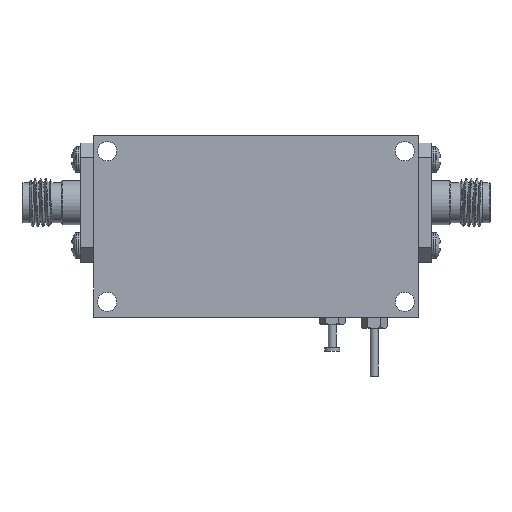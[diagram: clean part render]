
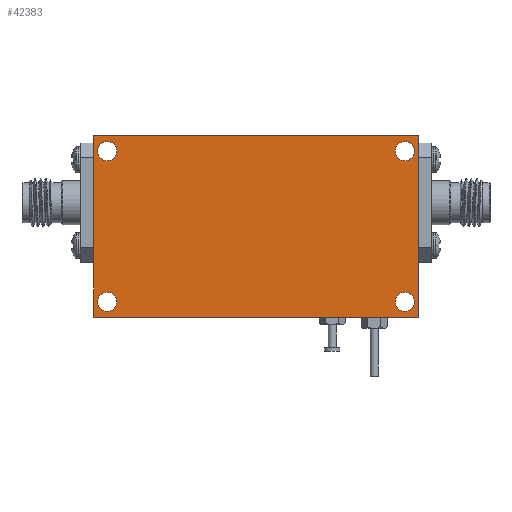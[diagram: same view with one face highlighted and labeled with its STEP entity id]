
A CAD part, front view. The second image highlights one B-rep face of the part: STEP entity #42383.
In plain terms, the highlighted planar face has unit normal (0, -1, 0).
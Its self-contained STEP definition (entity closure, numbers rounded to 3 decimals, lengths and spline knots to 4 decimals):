
#593 = DIRECTION ( 'NONE',  ( 0., 0., 1. ) ) ;
#739 = DIRECTION ( 'NONE',  ( 0., 0., -1. ) ) ;
#1029 = ORIENTED_EDGE ( 'NONE', *, *, #1389, .T. ) ;
#1389 = EDGE_CURVE ( 'NONE', #16262, #16262, #10809, .T. ) ;
#1487 = EDGE_CURVE ( 'NONE', #56174, #41283, #42961, .T. ) ;
#1732 = CARTESIAN_POINT ( 'NONE',  ( -0.85, -0.1875, -0.475 ) ) ;
#2095 = CARTESIAN_POINT ( 'NONE',  ( -0.85, -0.1875, 0.475 ) ) ;
#2441 = EDGE_LOOP ( 'NONE', ( #21662 ) ) ;
#4799 = DIRECTION ( 'NONE',  ( 0., -1., 0. ) ) ;
#5184 = EDGE_CURVE ( 'NONE', #41283, #15961, #54613, .T. ) ;
#6345 = CARTESIAN_POINT ( 'NONE',  ( 0.85, -0.1875, -0.475 ) ) ;
#6396 = LINE ( 'NONE', #1732, #17850 ) ;
#6787 = LINE ( 'NONE', #2095, #17654 ) ;
#7233 = EDGE_LOOP ( 'NONE', ( #34722 ) ) ;
#9421 = EDGE_CURVE ( 'NONE', #15961, #17700, #6396, .T. ) ;
#9451 = FACE_BOUND ( 'NONE', #33198, .T. ) ;
#9886 = VERTEX_POINT ( 'NONE', #38558 ) ;
#10809 = CIRCLE ( 'NONE', #26726, 0.05 ) ;
#11200 = CARTESIAN_POINT ( 'NONE',  ( -0.78, -0.1875, 0.395 ) ) ;
#13680 = ORIENTED_EDGE ( 'NONE', *, *, #55682, .F. ) ;
#13713 = CARTESIAN_POINT ( 'NONE',  ( 0.85, -0.1875, 0.475 ) ) ;
#15961 = VERTEX_POINT ( 'NONE', #6345 ) ;
#16262 = VERTEX_POINT ( 'NONE', #40565 ) ;
#16809 = DIRECTION ( 'NONE',  ( 0., 0., 1. ) ) ;
#16878 = VECTOR ( 'NONE', #18051, 39.3701 ) ;
#17654 = VECTOR ( 'NONE', #43863, 39.3701 ) ;
#17700 = VERTEX_POINT ( 'NONE', #50283 ) ;
#17850 = VECTOR ( 'NONE', #39421, 39.3701 ) ;
#18051 = DIRECTION ( 'NONE',  ( 0., 0., -1. ) ) ;
#18739 = ORIENTED_EDGE ( 'NONE', *, *, #9421, .F. ) ;
#18774 = VECTOR ( 'NONE', #38912, 39.3701 ) ;
#20562 = EDGE_CURVE ( 'NONE', #9886, #9886, #35796, .T. ) ;
#21662 = ORIENTED_EDGE ( 'NONE', *, *, #20562, .T. ) ;
#22085 = CARTESIAN_POINT ( 'NONE',  ( 0.78, -0.1875, -0.395 ) ) ;
#22602 = CIRCLE ( 'NONE', #55426, 0.05 ) ;
#22793 = CIRCLE ( 'NONE', #30753, 0.05 ) ;
#23664 = CARTESIAN_POINT ( 'NONE',  ( -0.85, -0.1875, 0.475 ) ) ;
#25534 = EDGE_LOOP ( 'NONE', ( #1029 ) ) ;
#26726 = AXIS2_PLACEMENT_3D ( 'NONE', #47643, #56984, #593 ) ;
#27434 = CARTESIAN_POINT ( 'NONE',  ( -0.85, -0.1875, 0.475 ) ) ;
#28006 = EDGE_LOOP ( 'NONE', ( #31072, #37225, #13680, #18739 ) ) ;
#28134 = FACE_BOUND ( 'NONE', #2441, .T. ) ;
#30047 = DIRECTION ( 'NONE',  ( 0., 0., 1. ) ) ;
#30753 = AXIS2_PLACEMENT_3D ( 'NONE', #39104, #34417, #30047 ) ;
#31072 = ORIENTED_EDGE ( 'NONE', *, *, #5184, .F. ) ;
#32038 = CARTESIAN_POINT ( 'NONE',  ( 0.85, -0.1875, 0.475 ) ) ;
#33104 = CARTESIAN_POINT ( 'NONE',  ( 0., -0.1875, 0. ) ) ;
#33198 = EDGE_LOOP ( 'NONE', ( #51386 ) ) ;
#34417 = DIRECTION ( 'NONE',  ( 0., 1., 0. ) ) ;
#34722 = ORIENTED_EDGE ( 'NONE', *, *, #60590, .T. ) ;
#35796 = CIRCLE ( 'NONE', #36818, 0.05 ) ;
#36818 = AXIS2_PLACEMENT_3D ( 'NONE', #11200, #59510, #16809 ) ;
#37225 = ORIENTED_EDGE ( 'NONE', *, *, #1487, .F. ) ;
#38138 = EDGE_CURVE ( 'NONE', #47890, #47890, #22602, .T. ) ;
#38420 = FACE_BOUND ( 'NONE', #7233, .T. ) ;
#38558 = CARTESIAN_POINT ( 'NONE',  ( -0.78, -0.1875, 0.445 ) ) ;
#38912 = DIRECTION ( 'NONE',  ( 1., 0., 0. ) ) ;
#39104 = CARTESIAN_POINT ( 'NONE',  ( -0.78, -0.1875, -0.395 ) ) ;
#39421 = DIRECTION ( 'NONE',  ( -1., 0., 0. ) ) ;
#40565 = CARTESIAN_POINT ( 'NONE',  ( 0.78, -0.1875, 0.445 ) ) ;
#41283 = VERTEX_POINT ( 'NONE', #13713 ) ;
#41708 = DIRECTION ( 'NONE',  ( 0., 0., 1. ) ) ;
#42383 = ADVANCED_FACE ( 'NONE', ( #38420, #9451, #28134, #57755, #43732 ), #56506, .T. ) ;
#42961 = LINE ( 'NONE', #23664, #18774 ) ;
#43732 = FACE_OUTER_BOUND ( 'NONE', #28006, .T. ) ;
#43863 = DIRECTION ( 'NONE',  ( 0., 0., 1. ) ) ;
#46321 = AXIS2_PLACEMENT_3D ( 'NONE', #33104, #4799, #739 ) ;
#47643 = CARTESIAN_POINT ( 'NONE',  ( 0.78, -0.1875, 0.395 ) ) ;
#47890 = VERTEX_POINT ( 'NONE', #61636 ) ;
#50283 = CARTESIAN_POINT ( 'NONE',  ( -0.85, -0.1875, -0.475 ) ) ;
#51386 = ORIENTED_EDGE ( 'NONE', *, *, #38138, .T. ) ;
#54613 = LINE ( 'NONE', #32038, #16878 ) ;
#55426 = AXIS2_PLACEMENT_3D ( 'NONE', #22085, #55429, #41708 ) ;
#55429 = DIRECTION ( 'NONE',  ( 0., 1., 0. ) ) ;
#55682 = EDGE_CURVE ( 'NONE', #17700, #56174, #6787, .T. ) ;
#56174 = VERTEX_POINT ( 'NONE', #27434 ) ;
#56506 = PLANE ( 'NONE',  #46321 ) ;
#56984 = DIRECTION ( 'NONE',  ( 0., 1., 0. ) ) ;
#57755 = FACE_BOUND ( 'NONE', #25534, .T. ) ;
#59510 = DIRECTION ( 'NONE',  ( 0., 1., 0. ) ) ;
#60017 = VERTEX_POINT ( 'NONE', #60642 ) ;
#60590 = EDGE_CURVE ( 'NONE', #60017, #60017, #22793, .T. ) ;
#60642 = CARTESIAN_POINT ( 'NONE',  ( -0.78, -0.1875, -0.345 ) ) ;
#61636 = CARTESIAN_POINT ( 'NONE',  ( 0.78, -0.1875, -0.345 ) ) ;
